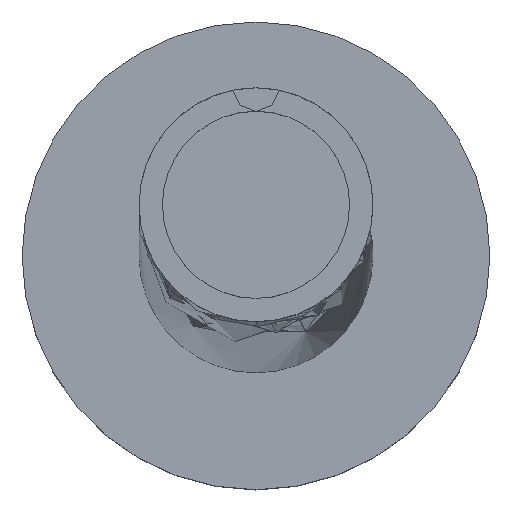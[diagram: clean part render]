
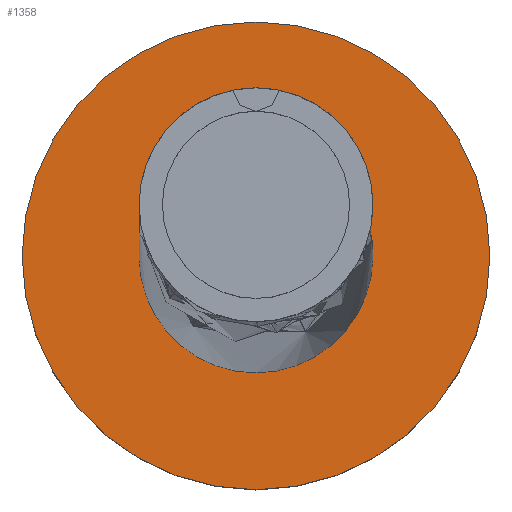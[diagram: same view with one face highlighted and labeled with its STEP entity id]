
A CAD part, top view. The second image highlights one B-rep face of the part: STEP entity #1358.
In plain terms, the highlighted planar face has unit normal (0, 0, 1).
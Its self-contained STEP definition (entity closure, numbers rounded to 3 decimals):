
#9 = CARTESIAN_POINT ( 'NONE',  ( 0., 0., 3. ) ) ;
#33 = DIRECTION ( 'NONE',  ( 1., 0., 0. ) ) ;
#38 = CIRCLE ( 'NONE', #1874, 2.5 ) ;
#43 = CARTESIAN_POINT ( 'NONE',  ( -5., 0., 3. ) ) ;
#87 = CARTESIAN_POINT ( 'NONE',  ( 0., 0., 3. ) ) ;
#146 = ORIENTED_EDGE ( 'NONE', *, *, #725, .T. ) ;
#210 = CIRCLE ( 'NONE', #349, 5. ) ;
#211 = ORIENTED_EDGE ( 'NONE', *, *, #1912, .T. ) ;
#214 = DIRECTION ( 'NONE',  ( 0., 0., 1. ) ) ;
#243 = DIRECTION ( 'NONE',  ( 0., 0., 1. ) ) ;
#253 = DIRECTION ( 'NONE',  ( 1., 0., 0. ) ) ;
#349 = AXIS2_PLACEMENT_3D ( 'NONE', #1088, #1095, #1427 ) ;
#365 = DIRECTION ( 'NONE',  ( 0., 0., 1. ) ) ;
#375 = AXIS2_PLACEMENT_3D ( 'NONE', #714, #243, #1025 ) ;
#393 = FACE_OUTER_BOUND ( 'NONE', #2003, .T. ) ;
#402 = EDGE_LOOP ( 'NONE', ( #1545, #475 ) ) ;
#423 = CIRCLE ( 'NONE', #1559, 2.5 ) ;
#460 = CARTESIAN_POINT ( 'NONE',  ( 5., 0., 3. ) ) ;
#473 = CIRCLE ( 'NONE', #1037, 5. ) ;
#475 = ORIENTED_EDGE ( 'NONE', *, *, #565, .F. ) ;
#517 = CARTESIAN_POINT ( 'NONE',  ( 0., 0., 3. ) ) ;
#565 = EDGE_CURVE ( 'NONE', #566, #1665, #423, .T. ) ;
#566 = VERTEX_POINT ( 'NONE', #1467 ) ;
#714 = CARTESIAN_POINT ( 'NONE',  ( 0., 0., 3. ) ) ;
#725 = EDGE_CURVE ( 'NONE', #1343, #1797, #473, .T. ) ;
#1025 = DIRECTION ( 'NONE',  ( 1., 0., 0. ) ) ;
#1037 = AXIS2_PLACEMENT_3D ( 'NONE', #9, #1446, #1457 ) ;
#1088 = CARTESIAN_POINT ( 'NONE',  ( 0., 0., 3. ) ) ;
#1095 = DIRECTION ( 'NONE',  ( 0., 0., 1. ) ) ;
#1147 = EDGE_CURVE ( 'NONE', #1665, #566, #38, .T. ) ;
#1343 = VERTEX_POINT ( 'NONE', #43 ) ;
#1352 = PLANE ( 'NONE',  #375 ) ;
#1358 = ADVANCED_FACE ( 'NONE', ( #1646, #393 ), #1352, .T. ) ;
#1427 = DIRECTION ( 'NONE',  ( 1., 0., 0. ) ) ;
#1446 = DIRECTION ( 'NONE',  ( 0., 0., 1. ) ) ;
#1457 = DIRECTION ( 'NONE',  ( 1., 0., 0. ) ) ;
#1467 = CARTESIAN_POINT ( 'NONE',  ( 2.5, 0., 3. ) ) ;
#1545 = ORIENTED_EDGE ( 'NONE', *, *, #1147, .F. ) ;
#1559 = AXIS2_PLACEMENT_3D ( 'NONE', #517, #365, #33 ) ;
#1631 = CARTESIAN_POINT ( 'NONE',  ( -2.5, 0., 3. ) ) ;
#1646 = FACE_BOUND ( 'NONE', #402, .T. ) ;
#1665 = VERTEX_POINT ( 'NONE', #1631 ) ;
#1797 = VERTEX_POINT ( 'NONE', #460 ) ;
#1874 = AXIS2_PLACEMENT_3D ( 'NONE', #87, #214, #253 ) ;
#1912 = EDGE_CURVE ( 'NONE', #1797, #1343, #210, .T. ) ;
#2003 = EDGE_LOOP ( 'NONE', ( #146, #211 ) ) ;
